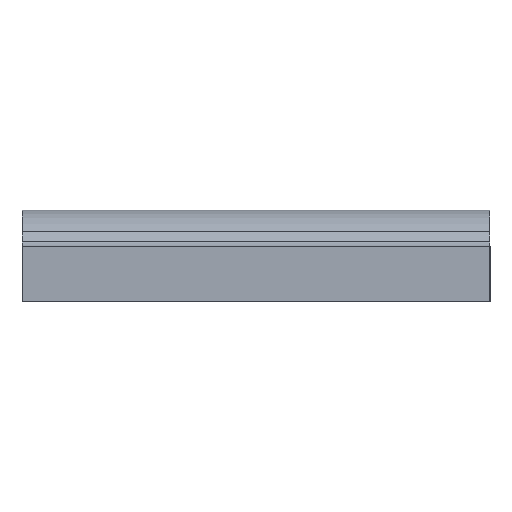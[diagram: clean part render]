
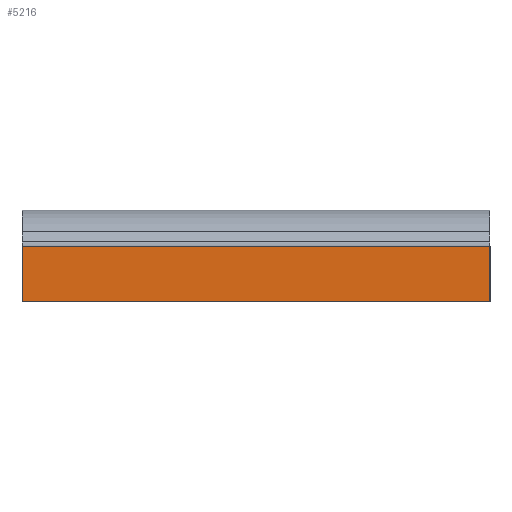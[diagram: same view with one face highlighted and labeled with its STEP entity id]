
A CAD part, left-side view. The second image highlights one B-rep face of the part: STEP entity #5216.
In plain terms, the highlighted planar face has unit normal (-1, 0, 0).
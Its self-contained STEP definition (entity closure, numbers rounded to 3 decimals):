
#45 = EDGE_LOOP ( 'NONE', ( #798, #8453, #11861, #8086 ) ) ;
#220 = CARTESIAN_POINT ( 'NONE',  ( -5., 2.55, -0.4 ) ) ;
#798 = ORIENTED_EDGE ( 'NONE', *, *, #2569, .T. ) ;
#1633 = LINE ( 'NONE', #5318, #2550 ) ;
#1736 = EDGE_CURVE ( 'NONE', #5300, #6551, #1633, .T. ) ;
#2196 = CARTESIAN_POINT ( 'NONE',  ( -5., 2.55, 0.2 ) ) ;
#2550 = VECTOR ( 'NONE', #9024, 1000. ) ;
#2569 = EDGE_CURVE ( 'NONE', #6551, #8279, #11276, .T. ) ;
#2775 = VERTEX_POINT ( 'NONE', #2196 ) ;
#2862 = VECTOR ( 'NONE', #7627, 1000. ) ;
#2995 = EDGE_CURVE ( 'NONE', #5300, #2775, #8314, .T. ) ;
#3086 = EDGE_CURVE ( 'NONE', #2775, #8279, #9532, .T. ) ;
#3161 = DIRECTION ( 'NONE',  ( 1., 0., 0. ) ) ;
#3281 = DIRECTION ( 'NONE',  ( 0., 0., -1. ) ) ;
#3309 = CARTESIAN_POINT ( 'NONE',  ( -5., -2.55, -0.4 ) ) ;
#4358 = AXIS2_PLACEMENT_3D ( 'NONE', #5897, #3161, #3281 ) ;
#5216 = ADVANCED_FACE ( 'NONE', ( #11568 ), #7720, .F. ) ;
#5300 = VERTEX_POINT ( 'NONE', #220 ) ;
#5318 = CARTESIAN_POINT ( 'NONE',  ( -5., 2.55, -0.4 ) ) ;
#5633 = CARTESIAN_POINT ( 'NONE',  ( -5., 2.55, 0.2 ) ) ;
#5897 = CARTESIAN_POINT ( 'NONE',  ( -5., 2.55, -0.4 ) ) ;
#6124 = CARTESIAN_POINT ( 'NONE',  ( -5., -2.55, 0.2 ) ) ;
#6551 = VERTEX_POINT ( 'NONE', #3309 ) ;
#6623 = CARTESIAN_POINT ( 'NONE',  ( -5., -2.55, -0.4 ) ) ;
#7420 = CARTESIAN_POINT ( 'NONE',  ( -5., 2.55, -0.4 ) ) ;
#7488 = VECTOR ( 'NONE', #11145, 1000. ) ;
#7627 = DIRECTION ( 'NONE',  ( 0., -1., 0. ) ) ;
#7720 = PLANE ( 'NONE',  #4358 ) ;
#8086 = ORIENTED_EDGE ( 'NONE', *, *, #1736, .T. ) ;
#8279 = VERTEX_POINT ( 'NONE', #6124 ) ;
#8314 = LINE ( 'NONE', #7420, #7488 ) ;
#8453 = ORIENTED_EDGE ( 'NONE', *, *, #3086, .F. ) ;
#9024 = DIRECTION ( 'NONE',  ( 0., -1., 0. ) ) ;
#9302 = DIRECTION ( 'NONE',  ( 0., 0., 1. ) ) ;
#9532 = LINE ( 'NONE', #5633, #2862 ) ;
#10392 = VECTOR ( 'NONE', #9302, 1000. ) ;
#11145 = DIRECTION ( 'NONE',  ( 0., 0., 1. ) ) ;
#11276 = LINE ( 'NONE', #6623, #10392 ) ;
#11568 = FACE_OUTER_BOUND ( 'NONE', #45, .T. ) ;
#11861 = ORIENTED_EDGE ( 'NONE', *, *, #2995, .F. ) ;
